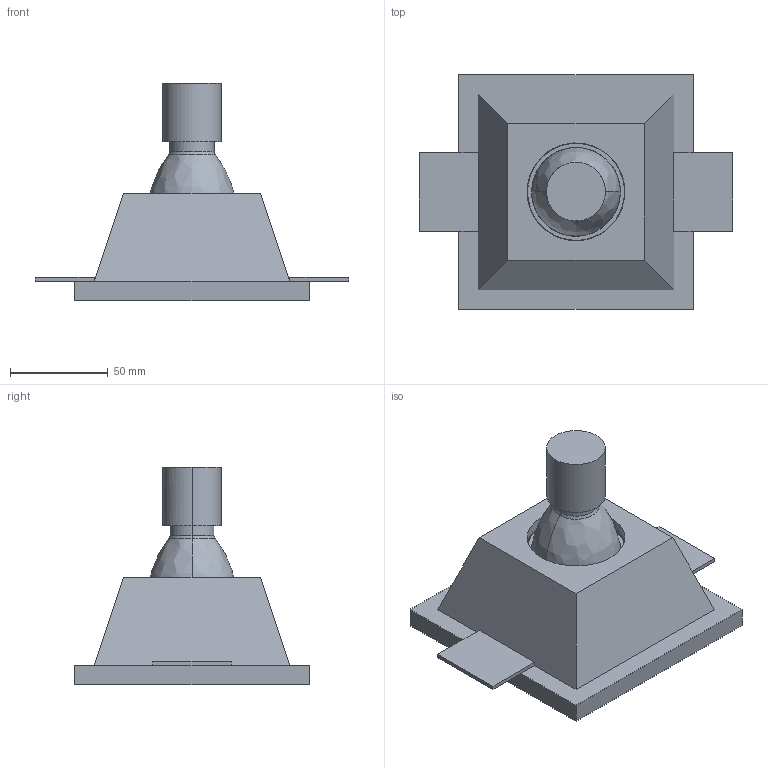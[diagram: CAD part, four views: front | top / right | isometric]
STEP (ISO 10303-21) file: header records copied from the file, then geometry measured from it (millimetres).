
FILE_DESCRIPTION(/* description */ (''),/* implementation_level */ '2;1');
FILE_NAME(/* name */ 'T04_Attica',/* time_stamp */ '2020-10-31T09:39:06+01:00',/* author */ (''),/* organization */ (''),/* preprocessor_version */ 'ST-DEVELOPER v16.5',/* originating_system */ '',/* authorisation */ '');
FILE_SCHEMA (('AUTOMOTIVE_DESIGN'));
Length unit declared in the file: millimetre
Products named in the file (1): Document
Bounding box: 160 x 120 x 111.4 mm (x, y, z)
Volume: 242594.6 mm3; surface area: 81539.9 mm2
Topology: 9 solids, 9 shells, 165 faces, 356 edges, 211 vertices
Faces by surface type: bspline 165
Entity records: 10990 total; most frequent: CARTESIAN_POINT 6514, B_SPLINE_CURVE_WITH_KNOTS 776, ORIENTED_EDGE 692, PCURVE 692, DEFINITIONAL_REPRESENTATION 692, SURFACE_CURVE 346, EDGE_CURVE 346, VERTEX_POINT 211
